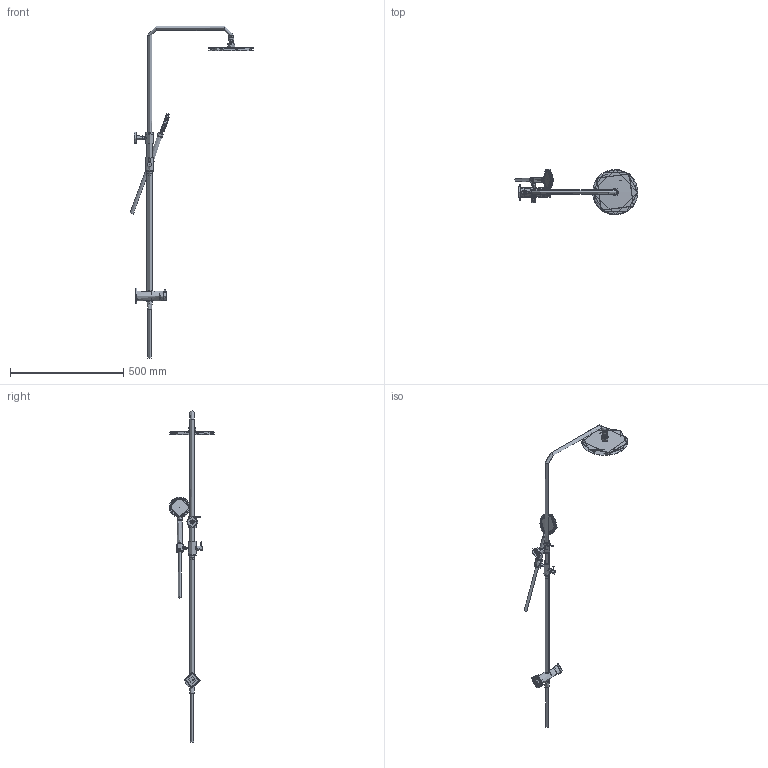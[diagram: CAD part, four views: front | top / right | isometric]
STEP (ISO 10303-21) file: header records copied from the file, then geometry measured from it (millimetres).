
FILE_DESCRIPTION(/* description */ ('Unknown'),/* implementation_level */ '2;1');
FILE_NAME(/* name */ 'M538-00',/* time_stamp */ '2025-03-05T12:03:34+01:00',/* author */ ('Unknown'),/* organization */ ('Unknown'),/* preprocessor_version */ 'ST-DEVELOPER v19.4',/* originating_system */ 'Solid Edge',/* authorisation */ 'Unknown');
FILE_SCHEMA (('AUTOMOTIVE_DESIGN {1 0 10303 214 3 1 1}'));
Length unit declared in the file: millimetre
Products named in the file (47): M538-00; M438-001_oa_0; CB005-16; M437-34; M437-011; M437-09; M437-30; M437-012_oa_1; M437-01; M437-04; M432-00_oa_2; M432-01; GL431-003_oa_3; GL431-04; GL431-02; GL431-17; M432-003_oa_4; GL431-18; M432-03; grano m4; GL431-14; M432-001_oa_5; M432-02; GL431-08; GL431-002_oa_6; GL431-19; GL431-20; M307-22; M307-19; GL431-22; M514-07; M017-00; M015-001; M100-00_oa_7; M100-02; M100-03; M100-005; M100-04; M100-05; M355-00_oa_8 ...
Assembly tree (50 placements, depth 4):
  M538-00
    M438-001_oa_0
      CB005-16
      M437-34  x2
      M437-011
        M437-09
        M437-30
      M437-012_oa_1
        M437-01
        M437-04  x2
    M432-00_oa_2
      M432-01
      GL431-003_oa_3
        GL431-04
        GL431-02
        GL431-17
      M432-003_oa_4
        GL431-18
        M432-03
        grano m4  x2
      GL431-14
      M432-001_oa_5
        M432-02
      GL431-08
      GL431-002_oa_6
        GL431-19
        GL431-20
        M307-22
        M307-19
        GL431-22
        M514-07
        GL431-14
    M017-00
    M015-001
    M100-00_oa_7
      M100-02
      M100-03
      M100-005
        M100-04
        M100-05
    M355-00_oa_8
      e082129_oa_9
        C063178_00101ZZ
        A064047_53200ZZ
        C027153_00101ZZ
        C101034_00101ZZ
        C020057_06801ZZ
      M352-002_oa_10
Bounding box: 546.39 x 201.92 x 1465.69 mm (x, y, z)
Volume: 589425.2 mm3; surface area: 566015.1 mm2
Topology: 37 solids, 37 shells, 2514 faces, 6457 edges, 4199 vertices
Faces by surface type: plane 733, cylinder 694, bspline 388, cone 382, torus 286, sphere 31
Full cylindrical faces by diameter (mm): 2.4 x61, 2.459 x2, 2.5 x24, 3 x1, 3.2 x2, 3.242 x11, 3.3 x7, 4 x5, 4.134 x1, 4.2 x1, 4.4 x40, 4.5 x126, 5 x6, 5.5 x1, 6 x5, 6.5 x2, 6.7 x1, 7 x7, 7.2 x2, 7.4 x1, 7.5 x1, 8 x2, 8.5 x1, 8.917 x2, 9.5 x1, 10 x3, 10.5 x3, 10.917 x1, 11 x2, 12.9 x1
Entity records: 106908 total; most frequent: CARTESIAN_POINT 47164, ORIENTED_EDGE 9316, DIRECTION 9180, EDGE_CURVE 4658, FACE_BOUND 3991, EDGE_LOOP 3964, AXIS2_PLACEMENT_3D 3869, VERTEX_POINT 3479
